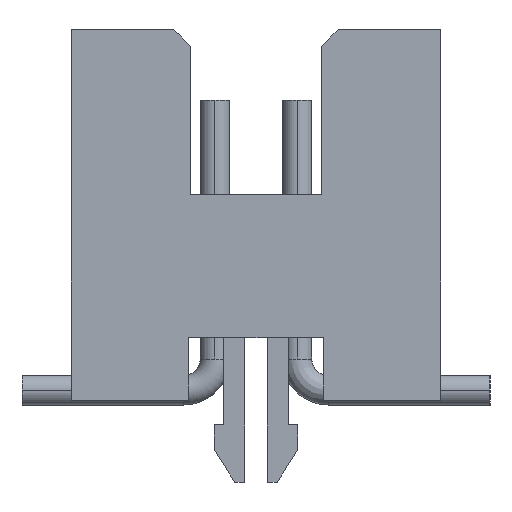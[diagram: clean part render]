
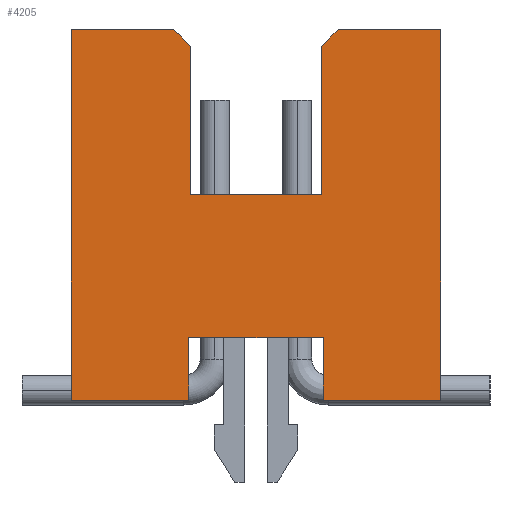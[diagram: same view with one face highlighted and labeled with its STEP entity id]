
A CAD part, left-side view. The second image highlights one B-rep face of the part: STEP entity #4205.
In plain terms, the highlighted planar face has unit normal (-1, 0, 0).
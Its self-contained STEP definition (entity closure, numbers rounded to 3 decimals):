
#1081=CARTESIAN_POINT('',(-17.405,-1.041,1.04));
#1082=VERTEX_POINT('',#1081);
#1089=CARTESIAN_POINT('',(-17.405,1.041,1.04));
#1090=VERTEX_POINT('',#1089);
#1091=CARTESIAN_POINT('',(-17.405,1.041,1.04));
#1092=DIRECTION('',(0.0,-1.0,0.0));
#1093=VECTOR('',#1092,2.083);
#1094=LINE('',#1091,#1093);
#1095=EDGE_CURVE('',#1090,#1082,#1094,.T.);
#1193=CARTESIAN_POINT('',(-17.405,1.016,5.548));
#1194=VERTEX_POINT('',#1193);
#1209=CARTESIAN_POINT('',(-17.405,1.27,5.802));
#1210=VERTEX_POINT('',#1209);
#1217=CARTESIAN_POINT('',(-17.405,1.016,5.548));
#1218=DIRECTION('',(0.0,0.707,0.707));
#1219=VECTOR('',#1218,0.359);
#1220=LINE('',#1217,#1219);
#1221=EDGE_CURVE('',#1194,#1210,#1220,.T.);
#1297=CARTESIAN_POINT('',(-17.405,2.858,5.802));
#1298=VERTEX_POINT('',#1297);
#1305=CARTESIAN_POINT('',(-17.405,2.858,5.802));
#1306=DIRECTION('',(0.0,-1.0,0.0));
#1307=VECTOR('',#1306,1.588);
#1308=LINE('',#1305,#1307);
#1309=EDGE_CURVE('',#1298,#1210,#1308,.T.);
#2889=CARTESIAN_POINT('',(-17.405,-1.27,5.802));
#2890=VERTEX_POINT('',#2889);
#2897=CARTESIAN_POINT('',(-17.405,-2.858,5.802));
#2898=VERTEX_POINT('',#2897);
#2899=CARTESIAN_POINT('',(-17.405,-1.27,5.802));
#2900=DIRECTION('',(0.0,-1.0,0.0));
#2901=VECTOR('',#2900,1.588);
#2902=LINE('',#2899,#2901);
#2903=EDGE_CURVE('',#2890,#2898,#2902,.T.);
#3302=CARTESIAN_POINT('',(-17.405,-1.016,5.548));
#3303=VERTEX_POINT('',#3302);
#3310=CARTESIAN_POINT('',(-17.405,-1.27,5.802));
#3311=DIRECTION('',(0.0,0.707,-0.707));
#3312=VECTOR('',#3311,0.359);
#3313=LINE('',#3310,#3312);
#3314=EDGE_CURVE('',#2890,#3303,#3313,.T.);
#3326=CARTESIAN_POINT('',(-17.405,-1.016,3.25));
#3327=VERTEX_POINT('',#3326);
#3334=CARTESIAN_POINT('',(-17.405,-1.016,3.25));
#3335=DIRECTION('',(0.0,0.0,1.0));
#3336=VECTOR('',#3335,2.299);
#3337=LINE('',#3334,#3336);
#3338=EDGE_CURVE('',#3327,#3303,#3337,.T.);
#3380=CARTESIAN_POINT('',(-17.405,1.016,3.25));
#3381=VERTEX_POINT('',#3380);
#3382=CARTESIAN_POINT('',(-17.405,1.016,3.25));
#3383=DIRECTION('',(0.0,-1.0,0.0));
#3384=VECTOR('',#3383,2.032);
#3385=LINE('',#3382,#3384);
#3386=EDGE_CURVE('',#3381,#3327,#3385,.T.);
#3428=CARTESIAN_POINT('',(-17.405,1.016,5.548));
#3429=DIRECTION('',(0.0,0.0,-1.0));
#3430=VECTOR('',#3429,2.299);
#3431=LINE('',#3428,#3430);
#3432=EDGE_CURVE('',#1194,#3381,#3431,.T.);
#4021=CARTESIAN_POINT('',(-17.405,1.041,0.075));
#4022=VERTEX_POINT('',#4021);
#4023=CARTESIAN_POINT('',(-17.405,1.041,1.04));
#4024=DIRECTION('',(0.0,0.0,-1.0));
#4025=VECTOR('',#4024,0.965);
#4026=LINE('',#4023,#4025);
#4027=EDGE_CURVE('',#1090,#4022,#4026,.T.);
#4052=CARTESIAN_POINT('',(-17.405,2.857,0.075));
#4053=VERTEX_POINT('',#4052);
#4054=CARTESIAN_POINT('',(-17.405,1.041,0.075));
#4055=DIRECTION('',(0.0,1.0,0.0));
#4056=VECTOR('',#4055,1.816);
#4057=LINE('',#4054,#4056);
#4058=EDGE_CURVE('',#4022,#4053,#4057,.T.);
#4083=CARTESIAN_POINT('',(-17.405,2.857,0.075));
#4084=DIRECTION('',(0.0,0.0,1.0));
#4085=VECTOR('',#4084,5.728);
#4086=LINE('',#4083,#4085);
#4087=EDGE_CURVE('',#4053,#1298,#4086,.T.);
#4105=CARTESIAN_POINT('',(-17.405,-2.858,0.075));
#4106=VERTEX_POINT('',#4105);
#4107=CARTESIAN_POINT('',(-17.405,-2.858,5.802));
#4108=DIRECTION('',(0.0,0.0,-1.0));
#4109=VECTOR('',#4108,5.728);
#4110=LINE('',#4107,#4109);
#4111=EDGE_CURVE('',#2898,#4106,#4110,.T.);
#4136=CARTESIAN_POINT('',(-17.405,-1.041,0.075));
#4137=VERTEX_POINT('',#4136);
#4138=CARTESIAN_POINT('',(-17.405,-2.858,0.075));
#4139=DIRECTION('',(0.0,1.0,0.0));
#4140=VECTOR('',#4139,1.816);
#4141=LINE('',#4138,#4140);
#4142=EDGE_CURVE('',#4106,#4137,#4141,.T.);
#4167=CARTESIAN_POINT('',(-17.405,-1.041,0.075));
#4168=DIRECTION('',(0.0,0.0,1.0));
#4169=VECTOR('',#4168,0.965);
#4170=LINE('',#4167,#4169);
#4171=EDGE_CURVE('',#4137,#1082,#4170,.T.);
#4184=CARTESIAN_POINT('',(-17.405,-1.949,0.557));
#4185=DIRECTION('',(1.0,0.0,0.0));
#4186=DIRECTION('',(0.0,0.0,-1.0));
#4187=AXIS2_PLACEMENT_3D('',#4184,#4185,#4186);
#4188=PLANE('',#4187);
#4189=ORIENTED_EDGE('',*,*,#4111,.F.);
#4190=ORIENTED_EDGE('',*,*,#2903,.F.);
#4191=ORIENTED_EDGE('',*,*,#3314,.T.);
#4192=ORIENTED_EDGE('',*,*,#3338,.F.);
#4193=ORIENTED_EDGE('',*,*,#3386,.F.);
#4194=ORIENTED_EDGE('',*,*,#3432,.F.);
#4195=ORIENTED_EDGE('',*,*,#1221,.T.);
#4196=ORIENTED_EDGE('',*,*,#1309,.F.);
#4197=ORIENTED_EDGE('',*,*,#4087,.F.);
#4198=ORIENTED_EDGE('',*,*,#4058,.F.);
#4199=ORIENTED_EDGE('',*,*,#4027,.F.);
#4200=ORIENTED_EDGE('',*,*,#1095,.T.);
#4201=ORIENTED_EDGE('',*,*,#4171,.F.);
#4202=ORIENTED_EDGE('',*,*,#4142,.F.);
#4203=EDGE_LOOP('',(#4189,#4190,#4191,#4192,#4193,#4194,#4195,#4196,#4197,#4198,#4199,#4200,#4201,#4202));
#4204=FACE_OUTER_BOUND('',#4203,.T.);
#4205=ADVANCED_FACE('',(#4204),#4188,.F.);
